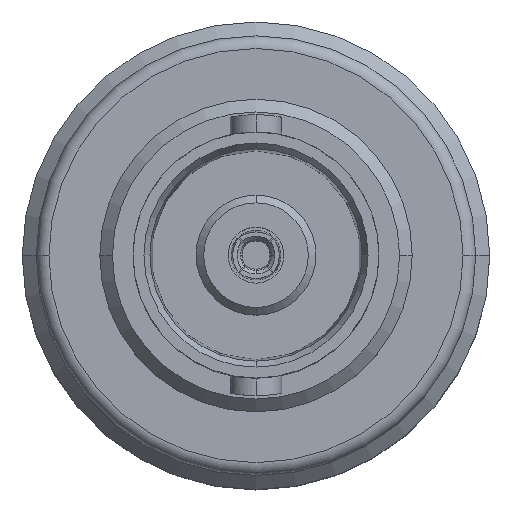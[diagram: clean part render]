
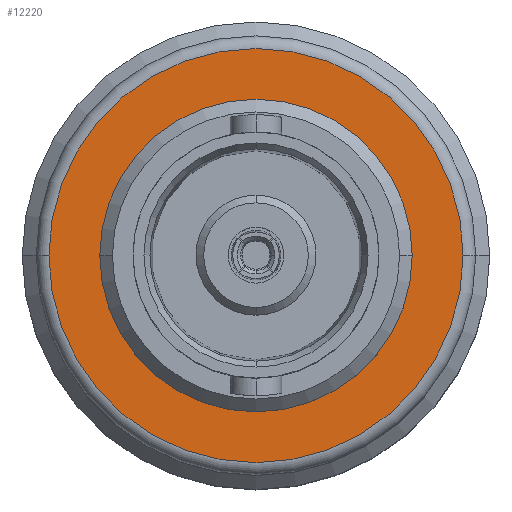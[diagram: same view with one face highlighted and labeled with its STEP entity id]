
A CAD part, top view. The second image highlights one B-rep face of the part: STEP entity #12220.
In plain terms, the highlighted planar face has unit normal (0, 0, 1).
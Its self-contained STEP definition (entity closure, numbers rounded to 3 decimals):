
#186 = EDGE_LOOP ( 'NONE', ( #1983, #7487 ) ) ;
#561 = AXIS2_PLACEMENT_3D ( 'NONE', #8043, #600, #9286 ) ;
#600 = DIRECTION ( 'NONE',  ( 0., 0., -1. ) ) ;
#1352 = CARTESIAN_POINT ( 'NONE',  ( -6.15, 0., -12.6 ) ) ;
#1398 = VERTEX_POINT ( 'NONE', #11909 ) ;
#1983 = ORIENTED_EDGE ( 'NONE', *, *, #15644, .T. ) ;
#2112 = AXIS2_PLACEMENT_3D ( 'NONE', #2115, #10754, #3372 ) ;
#2115 = CARTESIAN_POINT ( 'NONE',  ( 0., 0., -12.6 ) ) ;
#2309 = DIRECTION ( 'NONE',  ( 0., 0., 1. ) ) ;
#3090 = FACE_OUTER_BOUND ( 'NONE', #186, .T. ) ;
#3372 = DIRECTION ( 'NONE',  ( -1., 0., 0. ) ) ;
#4187 = DIRECTION ( 'NONE',  ( 0., 0., 1. ) ) ;
#4653 = DIRECTION ( 'NONE',  ( 0., 0., 1. ) ) ;
#4975 = EDGE_CURVE ( 'NONE', #5360, #7506, #15699, .T. ) ;
#5042 = CIRCLE ( 'NONE', #9777, 8.15 ) ;
#5360 = VERTEX_POINT ( 'NONE', #1352 ) ;
#5514 = CARTESIAN_POINT ( 'NONE',  ( 6.15, 0., -12.6 ) ) ;
#5765 = ORIENTED_EDGE ( 'NONE', *, *, #7225, .F. ) ;
#6143 = AXIS2_PLACEMENT_3D ( 'NONE', #12043, #4653, #13292 ) ;
#7225 = EDGE_CURVE ( 'NONE', #7506, #5360, #10352, .T. ) ;
#7451 = AXIS2_PLACEMENT_3D ( 'NONE', #11562, #4187, #12807 ) ;
#7487 = ORIENTED_EDGE ( 'NONE', *, *, #11927, .T. ) ;
#7506 = VERTEX_POINT ( 'NONE', #5514 ) ;
#8043 = CARTESIAN_POINT ( 'NONE',  ( 0., 4.715, -12.6 ) ) ;
#9286 = DIRECTION ( 'NONE',  ( -1., 0., 0. ) ) ;
#9600 = ORIENTED_EDGE ( 'NONE', *, *, #4975, .F. ) ;
#9671 = FACE_BOUND ( 'NONE', #14832, .T. ) ;
#9716 = CARTESIAN_POINT ( 'NONE',  ( 0., 0., -12.6 ) ) ;
#9777 = AXIS2_PLACEMENT_3D ( 'NONE', #9716, #2309, #10928 ) ;
#10352 = CIRCLE ( 'NONE', #2112, 6.15 ) ;
#10754 = DIRECTION ( 'NONE',  ( 0., 0., 1. ) ) ;
#10928 = DIRECTION ( 'NONE',  ( 1., 0., 0. ) ) ;
#11562 = CARTESIAN_POINT ( 'NONE',  ( 0., 0., -12.6 ) ) ;
#11909 = CARTESIAN_POINT ( 'NONE',  ( -8.15, 0., -12.6 ) ) ;
#11927 = EDGE_CURVE ( 'NONE', #1398, #15947, #5042, .T. ) ;
#12043 = CARTESIAN_POINT ( 'NONE',  ( 0., 0., -12.6 ) ) ;
#12220 = ADVANCED_FACE ( 'NONE', ( #3090, #9671 ), #12861, .F. ) ;
#12371 = CARTESIAN_POINT ( 'NONE',  ( 8.15, 0., -12.6 ) ) ;
#12807 = DIRECTION ( 'NONE',  ( 1., 0., 0. ) ) ;
#12861 = PLANE ( 'NONE',  #561 ) ;
#13292 = DIRECTION ( 'NONE',  ( -1., 0., 0. ) ) ;
#14090 = CIRCLE ( 'NONE', #7451, 8.15 ) ;
#14832 = EDGE_LOOP ( 'NONE', ( #5765, #9600 ) ) ;
#15644 = EDGE_CURVE ( 'NONE', #15947, #1398, #14090, .T. ) ;
#15699 = CIRCLE ( 'NONE', #6143, 6.15 ) ;
#15947 = VERTEX_POINT ( 'NONE', #12371 ) ;
